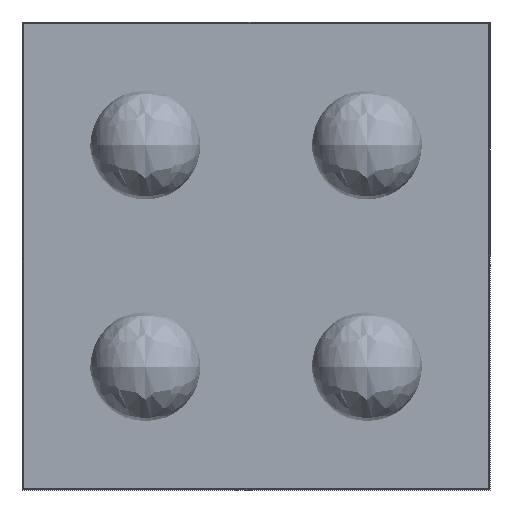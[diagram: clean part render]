
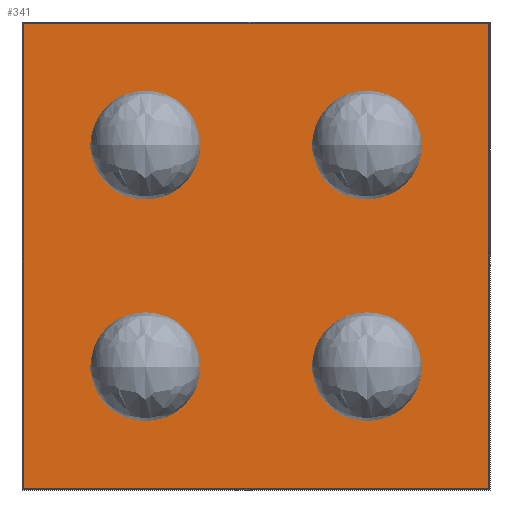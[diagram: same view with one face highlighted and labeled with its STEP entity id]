
A CAD part, front view. The second image highlights one B-rep face of the part: STEP entity #341.
In plain terms, the highlighted planar face has unit normal (0, -1, 0).
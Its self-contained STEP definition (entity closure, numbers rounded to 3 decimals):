
#23 = DIRECTION ( 'NONE',  ( 0., -1., 0. ) ) ;
#25 = ORIENTED_EDGE ( 'NONE', *, *, #83, .T. ) ;
#28 = VECTOR ( 'NONE', #261, 1000. ) ;
#63 = CARTESIAN_POINT ( 'NONE',  ( 0., 0., -0.42 ) ) ;
#66 = DIRECTION ( 'NONE',  ( 0., 0., 1. ) ) ;
#83 = EDGE_CURVE ( 'NONE', #673, #175, #376, .T. ) ;
#95 = PLANE ( 'NONE',  #364 ) ;
#117 = CARTESIAN_POINT ( 'NONE',  ( 0.42, 0., 0. ) ) ;
#144 = EDGE_LOOP ( 'NONE', ( #650, #25, #300, #607 ) ) ;
#148 = DIRECTION ( 'NONE',  ( 0., 0., -1. ) ) ;
#175 = VERTEX_POINT ( 'NONE', #544 ) ;
#240 = VECTOR ( 'NONE', #612, 1000. ) ;
#246 = LINE ( 'NONE', #488, #240 ) ;
#253 = LINE ( 'NONE', #117, #380 ) ;
#261 = DIRECTION ( 'NONE',  ( 1., 0., 0. ) ) ;
#262 = EDGE_CURVE ( 'NONE', #469, #673, #704, .T. ) ;
#288 = DIRECTION ( 'NONE',  ( 0., 0., -1. ) ) ;
#300 = ORIENTED_EDGE ( 'NONE', *, *, #432, .T. ) ;
#308 = CARTESIAN_POINT ( 'NONE',  ( -0.42, 0., 0.42 ) ) ;
#341 = ADVANCED_FACE ( 'NONE', ( #658 ), #95, .T. ) ;
#364 = AXIS2_PLACEMENT_3D ( 'NONE', #733, #23, #288 ) ;
#376 = LINE ( 'NONE', #63, #28 ) ;
#380 = VECTOR ( 'NONE', #66, 1000. ) ;
#409 = CARTESIAN_POINT ( 'NONE',  ( 0.42, 0., 0.42 ) ) ;
#432 = EDGE_CURVE ( 'NONE', #175, #706, #253, .T. ) ;
#441 = VECTOR ( 'NONE', #148, 1000. ) ;
#460 = CARTESIAN_POINT ( 'NONE',  ( -0.42, 0., 0. ) ) ;
#469 = VERTEX_POINT ( 'NONE', #308 ) ;
#488 = CARTESIAN_POINT ( 'NONE',  ( 0., 0., 0.42 ) ) ;
#544 = CARTESIAN_POINT ( 'NONE',  ( 0.42, 0., -0.42 ) ) ;
#607 = ORIENTED_EDGE ( 'NONE', *, *, #693, .T. ) ;
#612 = DIRECTION ( 'NONE',  ( -1., 0., 0. ) ) ;
#650 = ORIENTED_EDGE ( 'NONE', *, *, #262, .T. ) ;
#658 = FACE_OUTER_BOUND ( 'NONE', #144, .T. ) ;
#673 = VERTEX_POINT ( 'NONE', #683 ) ;
#683 = CARTESIAN_POINT ( 'NONE',  ( -0.42, 0., -0.42 ) ) ;
#693 = EDGE_CURVE ( 'NONE', #706, #469, #246, .T. ) ;
#704 = LINE ( 'NONE', #460, #441 ) ;
#706 = VERTEX_POINT ( 'NONE', #409 ) ;
#733 = CARTESIAN_POINT ( 'NONE',  ( 0., 0., 0. ) ) ;
